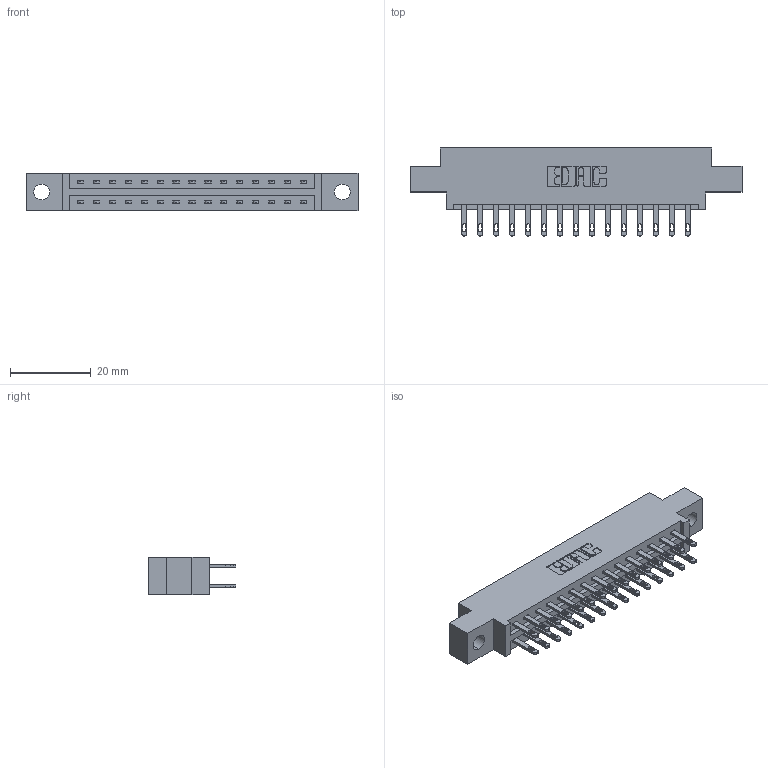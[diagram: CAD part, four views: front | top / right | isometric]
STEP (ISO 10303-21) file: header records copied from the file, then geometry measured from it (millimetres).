
FILE_DESCRIPTION (( 'STEP AP203' ), '1' );
FILE_NAME ('887-030-500-804.STEP', '2020-09-20T20:45:41', ( '' ), ( '' ), 'SwSTEP 2.0', 'SolidWorks 2020', '' );
FILE_SCHEMA (( 'CONFIG_CONTROL_DESIGN' ));
Length unit declared in the file: inch
Products named in the file (3): 887-030-500-804; 837 Part_0.170 Offset - 0.156 Dia-TH; 345-292-001_345-293-100
Assembly tree (31 placements, depth 2):
  887-030-500-804
    837 Part_0.170 Offset - 0.156 Dia-TH
    345-292-001_345-293-100  x30
Bounding box: 82.45 x 21.85 x 9.4 mm (x, y, z)
Volume: 8216 mm3; surface area: 9264 mm2
Topology: 31 solids, 31 shells, 1618 faces, 4913 edges, 3274 vertices
Faces by surface type: plane 1034, cylinder 584
Entity records: 15187 total; most frequent: CARTESIAN_POINT 2582, ORIENTED_EDGE 2518, DIRECTION 2247, EDGE_CURVE 1259, LINE 1127, VECTOR 1127, VERTEX_POINT 838, AXIS2_PLACEMENT_3D 560
